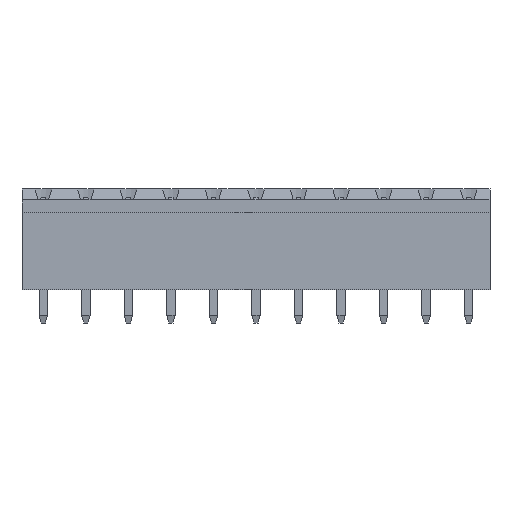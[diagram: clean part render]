
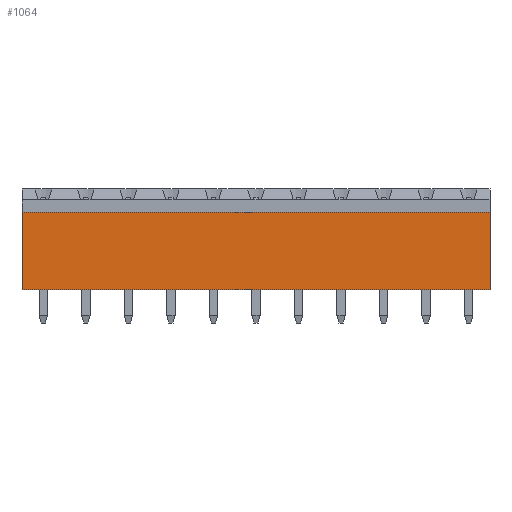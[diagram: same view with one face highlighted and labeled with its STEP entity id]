
A CAD part, front view. The second image highlights one B-rep face of the part: STEP entity #1064.
In plain terms, the highlighted planar face has unit normal (0, -1, 0).
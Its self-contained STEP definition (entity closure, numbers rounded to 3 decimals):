
#1064 = ADVANCED_FACE( '', ( #2201 ), #2202, .T. );
#2201 = FACE_OUTER_BOUND( '', #3435, .T. );
#2202 = PLANE( '', #3436 );
#3435 = EDGE_LOOP( '', ( #6318, #6319, #6320, #6321 ) );
#3436 = AXIS2_PLACEMENT_3D( '', #6322, #6323, #6324 );
#6318 = ORIENTED_EDGE( '', *, *, #8852, .F. );
#6319 = ORIENTED_EDGE( '', *, *, #8853, .F. );
#6320 = ORIENTED_EDGE( '', *, *, #8854, .F. );
#6321 = ORIENTED_EDGE( '', *, *, #8111, .T. );
#6322 = CARTESIAN_POINT( '', ( 28.94, -4.05, -6. ) );
#6323 = DIRECTION( '', ( 0., -1., 0. ) );
#6324 = DIRECTION( '', ( 0., 0., -1. ) );
#8111 = EDGE_CURVE( '', #9971, #9968, #9972, .T. );
#8852 = EDGE_CURVE( '', #11050, #9968, #11051, .T. );
#8853 = EDGE_CURVE( '', #11052, #11050, #11053, .T. );
#8854 = EDGE_CURVE( '', #9971, #11052, #11054, .T. );
#9968 = VERTEX_POINT( '', #12566 );
#9971 = VERTEX_POINT( '', #12570 );
#9972 = LINE( '', #12571, #12572 );
#11050 = VERTEX_POINT( '', #14178 );
#11051 = LINE( '', #14179, #14180 );
#11052 = VERTEX_POINT( '', #14181 );
#11053 = LINE( '', #14182, #14183 );
#11054 = LINE( '', #14184, #14185 );
#12566 = CARTESIAN_POINT( '', ( -27.94, -4.05, 3.2 ) );
#12570 = CARTESIAN_POINT( '', ( 27.94, -4.05, 3.2 ) );
#12571 = CARTESIAN_POINT( '', ( 28.94, -4.05, 3.2 ) );
#12572 = VECTOR( '', #15046, 1000. );
#14178 = CARTESIAN_POINT( '', ( -27.94, -4.05, -6. ) );
#14179 = CARTESIAN_POINT( '', ( -27.94, -4.05, -6. ) );
#14180 = VECTOR( '', #15704, 1000. );
#14181 = CARTESIAN_POINT( '', ( 27.94, -4.05, -6. ) );
#14182 = CARTESIAN_POINT( '', ( 28.94, -4.05, -6. ) );
#14183 = VECTOR( '', #15705, 1000. );
#14184 = CARTESIAN_POINT( '', ( 27.94, -4.05, -6. ) );
#14185 = VECTOR( '', #15706, 1000. );
#15046 = DIRECTION( '', ( -1., 0., 0. ) );
#15704 = DIRECTION( '', ( 0., 0., 1. ) );
#15705 = DIRECTION( '', ( -1., 0., 0. ) );
#15706 = DIRECTION( '', ( 0., 0., -1. ) );
